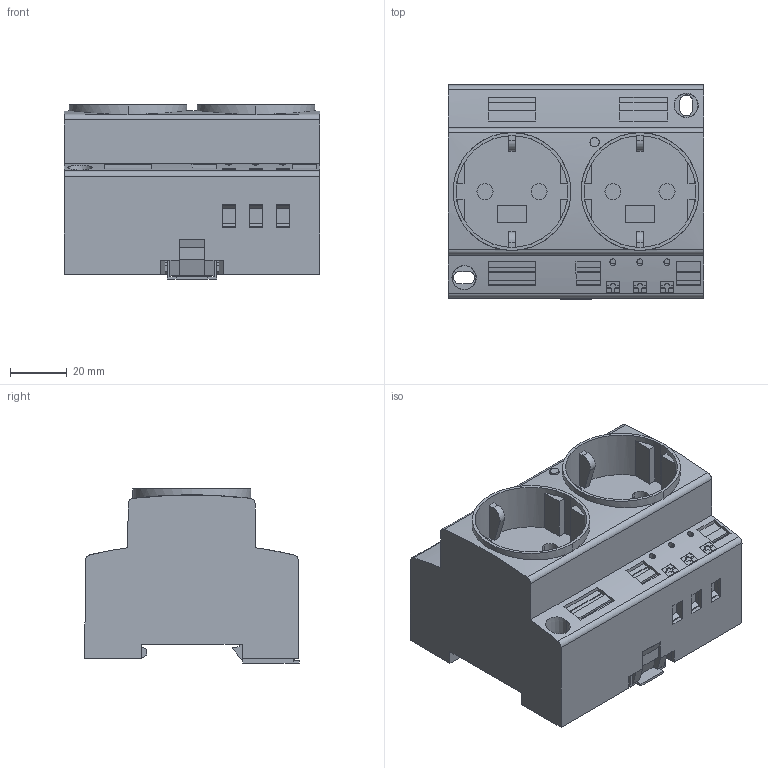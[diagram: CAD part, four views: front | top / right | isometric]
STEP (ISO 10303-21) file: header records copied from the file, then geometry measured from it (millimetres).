
FILE_DESCRIPTION(('Creo Elements/Direct Modeling STEP Export'),'2;1');
FILE_NAME('model.stp','2020-10-02T 0:19:58',(''),(''),'Creo Elements/Direct Modeling STEP processor for AP214 (Solid Model)','Creo Elements/Direct Modeling 20.1A 29-Sep-2018 (C) Parametric Technology GmbH','');
FILE_SCHEMA(('AUTOMOTIVE_DESIGN { 1 0 10303 214 1 1 1 1 }'));
Length unit declared in the file: millimetre
Products named in the file (2): 0804050_EO_CF_PT_LED_DUO_GN-select
Assembly tree (1 placements, depth 2):
  0804050_EO_CF_PT_LED_DUO_GN-select
    0804050_EO_CF_PT_LED_DUO_GN-select
Bounding box: 90 x 75.48 x 61.22 mm (x, y, z)
Volume: 278835.7 mm3; surface area: 41766.4 mm2
Topology: 1 solids, 1 shells, 340 faces, 909 edges, 602 vertices
Faces by surface type: plane 268, cylinder 45, extrusion 23, cone 4
Entity records: 15625 total; most frequent: CARTESIAN_POINT 6615, ORIENTED_EDGE 1818, DIRECTION 1479, EDGE_CURVE 909, VECTOR 715, LINE 691, VERTEX_POINT 602, AXIS2_PLACEMENT_3D 382
